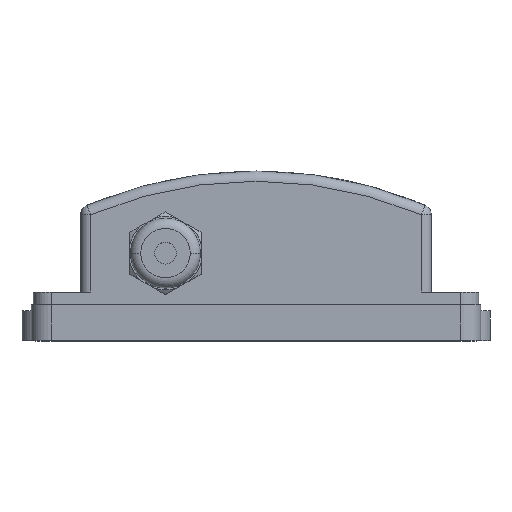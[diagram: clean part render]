
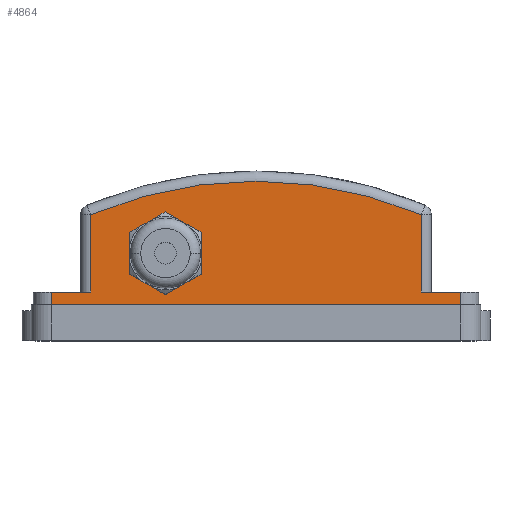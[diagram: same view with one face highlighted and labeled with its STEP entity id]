
A CAD part, top view. The second image highlights one B-rep face of the part: STEP entity #4864.
In plain terms, the highlighted planar face has unit normal (0, 0, 1).
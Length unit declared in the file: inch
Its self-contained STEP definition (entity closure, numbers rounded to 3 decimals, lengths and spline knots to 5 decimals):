
#4 = DIRECTION ( 'NONE',  ( 0., 1., 0. ) ) ;
#122 = VECTOR ( 'NONE', #1398, 39.37008 ) ;
#141 = VECTOR ( 'NONE', #6406, 39.37008 ) ;
#152 = EDGE_CURVE ( 'NONE', #1282, #2108, #5850, .T. ) ;
#179 = CARTESIAN_POINT ( 'NONE',  ( -1.61228, 0.35, 1.67291 ) ) ;
#204 = VECTOR ( 'NONE', #6212, 39.37008 ) ;
#313 = VECTOR ( 'NONE', #7429, 39.37008 ) ;
#355 = LINE ( 'NONE', #1496, #2439 ) ;
#383 = ORIENTED_EDGE ( 'NONE', *, *, #5704, .T. ) ;
#458 = CARTESIAN_POINT ( 'NONE',  ( 2., 0.35, 1.67291 ) ) ;
#468 = CARTESIAN_POINT ( 'NONE',  ( -2., 0.35, 1.67291 ) ) ;
#504 = EDGE_CURVE ( 'NONE', #1499, #2593, #1588, .T. ) ;
#522 = CARTESIAN_POINT ( 'NONE',  ( -0.53346, 0.64793, 1.67291 ) ) ;
#551 = VERTEX_POINT ( 'NONE', #6270 ) ;
#579 = ORIENTED_EDGE ( 'NONE', *, *, #2227, .T. ) ;
#716 = CARTESIAN_POINT ( 'NONE',  ( -0.88346, 0.44585, 1.67291 ) ) ;
#778 = LINE ( 'NONE', #4997, #3231 ) ;
#877 = LINE ( 'NONE', #458, #204 ) ;
#989 = CARTESIAN_POINT ( 'NONE',  ( 1.61228, 1.22591, 1.67291 ) ) ;
#1007 = FACE_OUTER_BOUND ( 'NONE', #1943, .T. ) ;
#1156 = DIRECTION ( 'NONE',  ( -0.866, 0.5, 0. ) ) ;
#1282 = VERTEX_POINT ( 'NONE', #716 ) ;
#1330 = VERTEX_POINT ( 'NONE', #989 ) ;
#1398 = DIRECTION ( 'NONE',  ( -0.866, -0.5, 0. ) ) ;
#1496 = CARTESIAN_POINT ( 'NONE',  ( 1.61228, 0.35, 1.67291 ) ) ;
#1499 = VERTEX_POINT ( 'NONE', #4137 ) ;
#1548 = CARTESIAN_POINT ( 'NONE',  ( 2., 0.35, 1.67291 ) ) ;
#1585 = EDGE_CURVE ( 'NONE', #2108, #3445, #778, .T. ) ;
#1588 = LINE ( 'NONE', #6809, #6009 ) ;
#1690 = ORIENTED_EDGE ( 'NONE', *, *, #3008, .F. ) ;
#1734 = CARTESIAN_POINT ( 'NONE',  ( -0.53346, 1.05207, 1.67291 ) ) ;
#1754 = EDGE_CURVE ( 'NONE', #3470, #1499, #4394, .T. ) ;
#1842 = CARTESIAN_POINT ( 'NONE',  ( -2., 0.35, 1.67291 ) ) ;
#1899 = AXIS2_PLACEMENT_3D ( 'NONE', #468, #2809, #6996 ) ;
#1943 = EDGE_LOOP ( 'NONE', ( #2472, #579, #7290, #383, #2435, #1690, #3115, #4659 ) ) ;
#1954 = CARTESIAN_POINT ( 'NONE',  ( 0., -2.57729, 1.67291 ) ) ;
#2021 = CIRCLE ( 'NONE', #6319, 4.13084 ) ;
#2041 = ORIENTED_EDGE ( 'NONE', *, *, #7606, .F. ) ;
#2043 = CARTESIAN_POINT ( 'NONE',  ( -2., 0.35, 1.67291 ) ) ;
#2078 = VECTOR ( 'NONE', #7377, 39.37008 ) ;
#2108 = VERTEX_POINT ( 'NONE', #522 ) ;
#2227 = EDGE_CURVE ( 'NONE', #551, #1330, #355, .T. ) ;
#2338 = CARTESIAN_POINT ( 'NONE',  ( -1.23346, 0.64793, 1.67291 ) ) ;
#2343 = ORIENTED_EDGE ( 'NONE', *, *, #504, .F. ) ;
#2377 = LINE ( 'NONE', #1842, #6871 ) ;
#2410 = CARTESIAN_POINT ( 'NONE',  ( -1.61228, 0.47244, 1.67291 ) ) ;
#2435 = ORIENTED_EDGE ( 'NONE', *, *, #3789, .F. ) ;
#2439 = VECTOR ( 'NONE', #6178, 39.37008 ) ;
#2472 = ORIENTED_EDGE ( 'NONE', *, *, #2877, .F. ) ;
#2584 = VECTOR ( 'NONE', #3948, 39.37008 ) ;
#2593 = VERTEX_POINT ( 'NONE', #2822 ) ;
#2636 = VERTEX_POINT ( 'NONE', #5406 ) ;
#2809 = DIRECTION ( 'NONE',  ( 0., 0., -1. ) ) ;
#2822 = CARTESIAN_POINT ( 'NONE',  ( -1.23346, 0.64793, 1.67291 ) ) ;
#2877 = EDGE_CURVE ( 'NONE', #551, #2884, #5138, .T. ) ;
#2884 = VERTEX_POINT ( 'NONE', #6296 ) ;
#3008 = EDGE_CURVE ( 'NONE', #4786, #2636, #2377, .T. ) ;
#3037 = EDGE_CURVE ( 'NONE', #3445, #3470, #6988, .T. ) ;
#3115 = ORIENTED_EDGE ( 'NONE', *, *, #3225, .F. ) ;
#3225 = EDGE_CURVE ( 'NONE', #7485, #4786, #877, .T. ) ;
#3231 = VECTOR ( 'NONE', #6071, 39.37008 ) ;
#3244 = CARTESIAN_POINT ( 'NONE',  ( -0.53346, 1.05207, 1.67291 ) ) ;
#3445 = VERTEX_POINT ( 'NONE', #3244 ) ;
#3470 = VERTEX_POINT ( 'NONE', #5122 ) ;
#3707 = VERTEX_POINT ( 'NONE', #6698 ) ;
#3789 = EDGE_CURVE ( 'NONE', #2636, #7600, #5250, .T. ) ;
#3884 = CARTESIAN_POINT ( 'NONE',  ( 0., 0.47244, 1.67291 ) ) ;
#3934 = VECTOR ( 'NONE', #4670, 39.37008 ) ;
#3948 = DIRECTION ( 'NONE',  ( 1., 0., 0. ) ) ;
#4137 = CARTESIAN_POINT ( 'NONE',  ( -1.23346, 1.05207, 1.67291 ) ) ;
#4394 = LINE ( 'NONE', #6585, #122 ) ;
#4409 = DIRECTION ( 'NONE',  ( 0., 0., 1. ) ) ;
#4651 = FACE_BOUND ( 'NONE', #7395, .T. ) ;
#4659 = ORIENTED_EDGE ( 'NONE', *, *, #4685, .T. ) ;
#4670 = DIRECTION ( 'NONE',  ( 0.866, 0.5, 0. ) ) ;
#4685 = EDGE_CURVE ( 'NONE', #7485, #2884, #5071, .T. ) ;
#4786 = VERTEX_POINT ( 'NONE', #2043 ) ;
#4864 = ADVANCED_FACE ( 'NONE', ( #4651, #1007 ), #5719, .F. ) ;
#4954 = ORIENTED_EDGE ( 'NONE', *, *, #3037, .F. ) ;
#4997 = CARTESIAN_POINT ( 'NONE',  ( -0.53346, 0.64793, 1.67291 ) ) ;
#5071 = LINE ( 'NONE', #1548, #313 ) ;
#5093 = CARTESIAN_POINT ( 'NONE',  ( 0., 0.47244, 1.67291 ) ) ;
#5122 = CARTESIAN_POINT ( 'NONE',  ( -0.88346, 1.25415, 1.67291 ) ) ;
#5138 = LINE ( 'NONE', #3884, #2078 ) ;
#5157 = EDGE_CURVE ( 'NONE', #1330, #3707, #2021, .T. ) ;
#5250 = LINE ( 'NONE', #5093, #2584 ) ;
#5383 = CARTESIAN_POINT ( 'NONE',  ( -0.88346, 0.44585, 1.67291 ) ) ;
#5406 = CARTESIAN_POINT ( 'NONE',  ( -2., 0.47244, 1.67291 ) ) ;
#5408 = ORIENTED_EDGE ( 'NONE', *, *, #1754, .F. ) ;
#5425 = LINE ( 'NONE', #179, #6064 ) ;
#5522 = CARTESIAN_POINT ( 'NONE',  ( 2., 0.35, 1.67291 ) ) ;
#5704 = EDGE_CURVE ( 'NONE', #3707, #7600, #5425, .T. ) ;
#5719 = PLANE ( 'NONE',  #1899 ) ;
#5850 = LINE ( 'NONE', #5383, #3934 ) ;
#5899 = LINE ( 'NONE', #2338, #141 ) ;
#5977 = ORIENTED_EDGE ( 'NONE', *, *, #1585, .F. ) ;
#6009 = VECTOR ( 'NONE', #6345, 39.37008 ) ;
#6064 = VECTOR ( 'NONE', #7239, 39.37008 ) ;
#6071 = DIRECTION ( 'NONE',  ( 0., 1., 0. ) ) ;
#6178 = DIRECTION ( 'NONE',  ( 0., 1., 0. ) ) ;
#6212 = DIRECTION ( 'NONE',  ( -1., 0., 0. ) ) ;
#6270 = CARTESIAN_POINT ( 'NONE',  ( 1.61228, 0.47244, 1.67291 ) ) ;
#6296 = CARTESIAN_POINT ( 'NONE',  ( 2., 0.47244, 1.67291 ) ) ;
#6319 = AXIS2_PLACEMENT_3D ( 'NONE', #1954, #4409, #6632 ) ;
#6345 = DIRECTION ( 'NONE',  ( 0., -1., 0. ) ) ;
#6406 = DIRECTION ( 'NONE',  ( 0.866, -0.5, 0. ) ) ;
#6585 = CARTESIAN_POINT ( 'NONE',  ( -0.88346, 1.25415, 1.67291 ) ) ;
#6632 = DIRECTION ( 'NONE',  ( -1., 0., 0. ) ) ;
#6698 = CARTESIAN_POINT ( 'NONE',  ( -1.61228, 1.22591, 1.67291 ) ) ;
#6730 = VECTOR ( 'NONE', #1156, 39.37008 ) ;
#6809 = CARTESIAN_POINT ( 'NONE',  ( -1.23346, 1.05207, 1.67291 ) ) ;
#6824 = ORIENTED_EDGE ( 'NONE', *, *, #152, .F. ) ;
#6871 = VECTOR ( 'NONE', #4, 39.37008 ) ;
#6988 = LINE ( 'NONE', #1734, #6730 ) ;
#6996 = DIRECTION ( 'NONE',  ( -1., 0., 0. ) ) ;
#7239 = DIRECTION ( 'NONE',  ( 0., -1., 0. ) ) ;
#7290 = ORIENTED_EDGE ( 'NONE', *, *, #5157, .T. ) ;
#7377 = DIRECTION ( 'NONE',  ( 1., 0., 0. ) ) ;
#7395 = EDGE_LOOP ( 'NONE', ( #2343, #5408, #4954, #5977, #6824, #2041 ) ) ;
#7429 = DIRECTION ( 'NONE',  ( 0., 1., 0. ) ) ;
#7485 = VERTEX_POINT ( 'NONE', #5522 ) ;
#7600 = VERTEX_POINT ( 'NONE', #2410 ) ;
#7606 = EDGE_CURVE ( 'NONE', #2593, #1282, #5899, .T. ) ;
